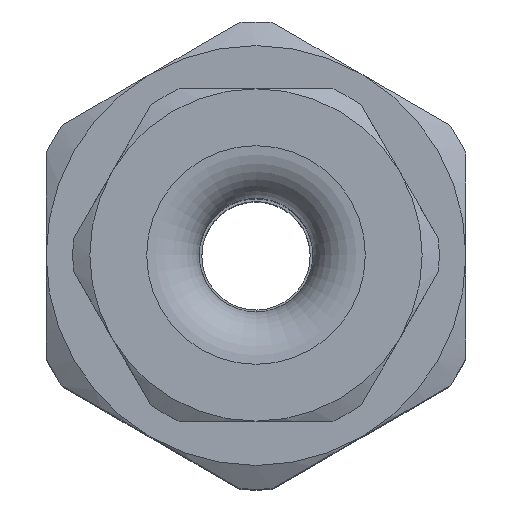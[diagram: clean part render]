
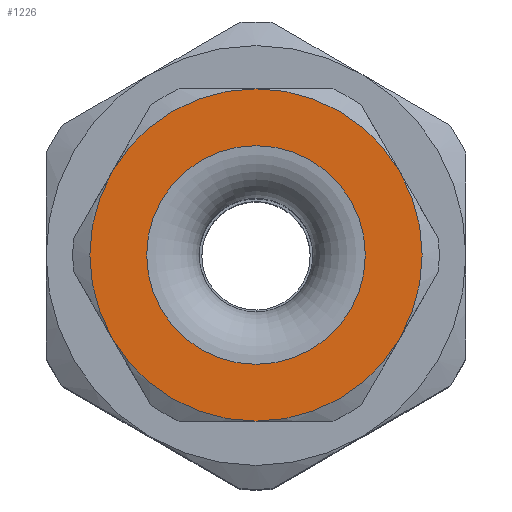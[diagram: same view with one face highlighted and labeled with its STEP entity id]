
A CAD part, top view. The second image highlights one B-rep face of the part: STEP entity #1226.
In plain terms, the highlighted planar face has unit normal (0, 0, 1).
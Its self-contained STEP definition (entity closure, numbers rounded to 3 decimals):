
#546=CARTESIAN_POINT('',(-8.227,-4.75,63.));
#547=VERTEX_POINT('',#546);
#597=CARTESIAN_POINT('',(-8.227,4.75,63.));
#598=VERTEX_POINT('',#597);
#648=CARTESIAN_POINT('',(0.,9.5,63.));
#649=VERTEX_POINT('',#648);
#699=CARTESIAN_POINT('',(8.227,4.75,63.));
#700=VERTEX_POINT('',#699);
#750=CARTESIAN_POINT('',(8.227,-4.75,63.));
#751=VERTEX_POINT('',#750);
#801=CARTESIAN_POINT('',(0.,-9.5,63.));
#802=VERTEX_POINT('',#801);
#842=CARTESIAN_POINT('',(0.,-0.,63.));
#843=DIRECTION('',(-0.,0.,-1.));
#844=DIRECTION('',(0.,1.,0.));
#845=AXIS2_PLACEMENT_3D('',#842,#843,#844);
#846=CIRCLE('',#845,9.5);
#847=EDGE_CURVE('',#802,#547,#846,.T.);
#866=CARTESIAN_POINT('',(0.,-0.,63.));
#867=DIRECTION('',(-0.,0.,-1.));
#868=DIRECTION('',(0.,1.,0.));
#869=AXIS2_PLACEMENT_3D('',#866,#867,#868);
#870=CIRCLE('',#869,9.5);
#871=EDGE_CURVE('',#751,#802,#870,.T.);
#890=CARTESIAN_POINT('',(0.,-0.,63.));
#891=DIRECTION('',(-0.,0.,-1.));
#892=DIRECTION('',(0.,1.,0.));
#893=AXIS2_PLACEMENT_3D('',#890,#891,#892);
#894=CIRCLE('',#893,9.5);
#895=EDGE_CURVE('',#700,#751,#894,.T.);
#914=CARTESIAN_POINT('',(0.,-0.,63.));
#915=DIRECTION('',(-0.,0.,-1.));
#916=DIRECTION('',(0.,1.,0.));
#917=AXIS2_PLACEMENT_3D('',#914,#915,#916);
#918=CIRCLE('',#917,9.5);
#919=EDGE_CURVE('',#649,#700,#918,.T.);
#938=CARTESIAN_POINT('',(0.,-0.,63.));
#939=DIRECTION('',(-0.,0.,-1.));
#940=DIRECTION('',(0.,1.,0.));
#941=AXIS2_PLACEMENT_3D('',#938,#939,#940);
#942=CIRCLE('',#941,9.5);
#943=EDGE_CURVE('',#598,#649,#942,.T.);
#962=CARTESIAN_POINT('',(0.,-0.,63.));
#963=DIRECTION('',(-0.,0.,-1.));
#964=DIRECTION('',(0.,1.,0.));
#965=AXIS2_PLACEMENT_3D('',#962,#963,#964);
#966=CIRCLE('',#965,9.5);
#967=EDGE_CURVE('',#547,#598,#966,.T.);
#1202=CARTESIAN_POINT('',(0.,-0.,63.));
#1203=DIRECTION('',(0.,-0.,1.));
#1204=DIRECTION('',(-0.,-1.,-0.));
#1205=AXIS2_PLACEMENT_3D('',#1202,#1203,#1204);
#1206=PLANE('',#1205);
#1207=CARTESIAN_POINT('',(0.,-6.25,63.));
#1208=VERTEX_POINT('',#1207);
#1209=CARTESIAN_POINT('',(0.,-0.,63.));
#1210=DIRECTION('',(-0.,0.,-1.));
#1211=DIRECTION('',(-0.,-1.,-0.));
#1212=AXIS2_PLACEMENT_3D('',#1209,#1210,#1211);
#1213=CIRCLE('',#1212,6.25);
#1214=EDGE_CURVE('',#1208,#1208,#1213,.T.);
#1215=ORIENTED_EDGE('',*,*,#1214,.T.);
#1216=EDGE_LOOP('',(#1215));
#1217=FACE_BOUND('',#1216,.T.);
#1218=ORIENTED_EDGE('',*,*,#847,.F.);
#1219=ORIENTED_EDGE('',*,*,#871,.F.);
#1220=ORIENTED_EDGE('',*,*,#895,.F.);
#1221=ORIENTED_EDGE('',*,*,#919,.F.);
#1222=ORIENTED_EDGE('',*,*,#943,.F.);
#1223=ORIENTED_EDGE('',*,*,#967,.F.);
#1224=EDGE_LOOP('',(#1218,#1219,#1220,#1221,#1222,#1223));
#1225=FACE_BOUND('',#1224,.T.);
#1226=ADVANCED_FACE('',(#1217,#1225),#1206,.T.);
